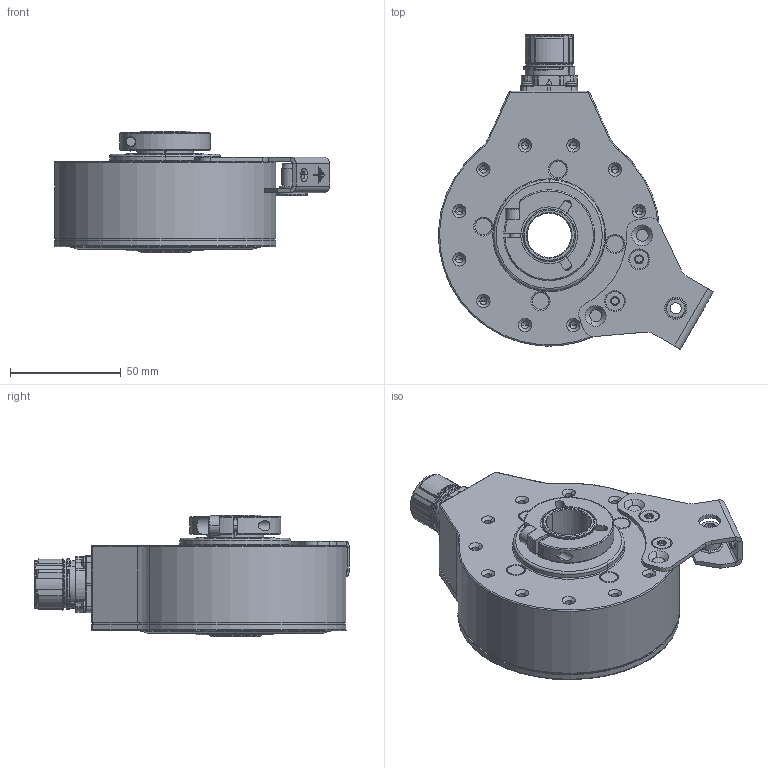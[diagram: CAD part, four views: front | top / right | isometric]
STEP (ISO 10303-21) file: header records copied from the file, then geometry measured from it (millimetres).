
FILE_DESCRIPTION((''),'2;1');
FILE_NAME('809750-01-K01_ASM','2011-10-14T',('se2935'),(''),'PRO/ENGINEER BY PARAMETRIC TECHNOLOGY CORPORATION, 2010370','PRO/ENGINEER BY PARAMETRIC TECHNOLOGY CORPORATION, 2010370','');
FILE_SCHEMA(('CONFIG_CONTROL_DESIGN','SHAPE_APPEARANCE_LAYERS_GROUPS'));
Length unit declared in the file: millimetre
Products named in the file (42): 782214-01-A01; 758122-03; 218648-16-K01; 204227-0M-K01; 631749-01-K01; 728850-01-A01_AF0; 728850-01-A02; 728850-01-K01_ASM; 202264-59-K01; 673182-01-K01; 355940-01_FLACHKOPFSCHR_2_5X6; 390789-03; 390791-01; 801335-01-K01_ASM; 740741-01-K01; 204227-0G-K01; 525527-01; 390389-01; 392202-01; 511316-01_ASM; 510740-01A1; 348955-02A2; 512273-01A1_ASM; 514641-01-A02_ASM; 661281-K01; 754342-01-K01_ASM; 753835-01-K01; 753858-01-K01; 576131-10-K01; 771892-01-K01; 784850-01-K01_ASM; 771137-01-K01_AF0; 771212-01-K01_AF0; 771212-01-K01_AF1; 771309-01-K01_ASM; 204214-8B-K01; 684087-01-K01; 771405-01-K01_ASM; 771482-01-K01; 200507-17-K01 ...
Assembly tree (72 placements, depth 5):
  809750-01-K01_ASM
    782214-01-A01
    801335-01-K01_ASM
      758122-03
      218648-16-K01
      204227-0M-K01  x4
      631749-01-K01  x4
      728850-01-K01_ASM
        728850-01-A01_AF0
        728850-01-A02
      202264-59-K01  x2
      673182-01-K01
      355940-01_FLACHKOPFSCHR_2_5X6  x4
      390789-03
      390791-01  x12
    754342-01-K01_ASM
      740741-01-K01
      204227-0G-K01
      525527-01
      514641-01-A02_ASM
        511316-01_ASM
          390389-01
          392202-01
        512273-01A1_ASM
          510740-01A1
          348955-02A2
      661281-K01
    784850-01-K01_ASM
      753835-01-K01
      753858-01-K01
      218648-16-K01
      576131-10-K01  x9
      771892-01-K01
    771539-01-K01_ASM
      771405-01-K01_ASM
        771309-01-K01_ASM
          771137-01-K01_AF0
          771212-01-K01_AF0
          771212-01-K01_AF1
        204214-8B-K01  x2
        684087-01-K01
      771482-01-K01
      200507-17-K01
Bounding box: 124.15 x 142.09 x 55 mm (x, y, z)
Volume: 263963.4 mm3; surface area: 160017.9 mm2
Topology: 79 solids, 95 shells, 2474 faces, 5887 edges, 3511 vertices
Faces by surface type: cylinder 1017, plane 597, cone 370, torus 260, bspline 116, sphere 86, revolution 28
Entity records: 68999 total; most frequent: CARTESIAN_POINT 24730, DIRECTION 9521, ORIENTED_EDGE 8786, EDGE_CURVE 4393, AXIS2_PLACEMENT_3D 3885, VERTEX_POINT 2721, EDGE_LOOP 2092, CIRCLE 1986
